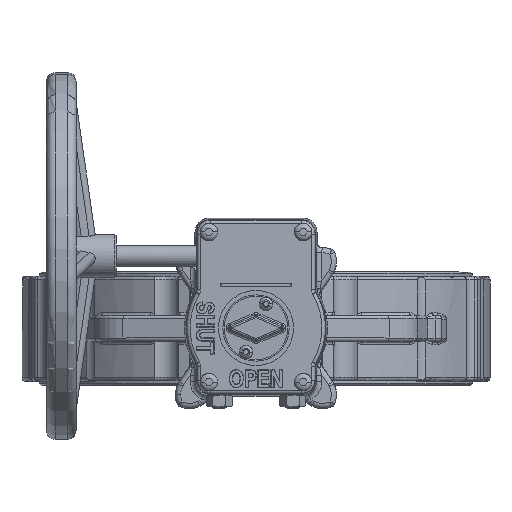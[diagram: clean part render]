
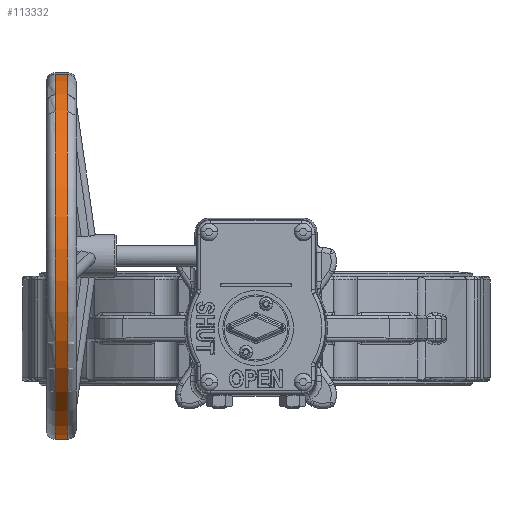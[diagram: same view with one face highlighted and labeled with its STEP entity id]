
A CAD part, top view. The second image highlights one B-rep face of the part: STEP entity #113332.
In plain terms, the highlighted cylindrical face has radius 105 mm (diameter 210 mm), a partial arc.
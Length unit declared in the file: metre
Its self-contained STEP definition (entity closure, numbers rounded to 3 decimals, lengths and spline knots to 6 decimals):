
#4776 = VERTEX_POINT ( 'NONE', #116472 ) ;
#8402 = DIRECTION ( 'NONE',  ( 0., 1., 0. ) ) ;
#9838 = ORIENTED_EDGE ( 'NONE', *, *, #129813, .F. ) ;
#24690 = DIRECTION ( 'NONE',  ( 0., 0., 1. ) ) ;
#25826 = VECTOR ( 'NONE', #69148, 1. ) ;
#33780 = VERTEX_POINT ( 'NONE', #57884 ) ;
#34542 = CARTESIAN_POINT ( 'NONE',  ( 0., 0.030391, 0. ) ) ;
#45029 = CYLINDRICAL_SURFACE ( 'NONE', #51883, 0.105 ) ;
#46008 = CARTESIAN_POINT ( 'NONE',  ( 0., 0.005, 0.105 ) ) ;
#46189 = ORIENTED_EDGE ( 'NONE', *, *, #99857, .T. ) ;
#48227 = EDGE_CURVE ( 'NONE', #4776, #75221, #98229, .T. ) ;
#51883 = AXIS2_PLACEMENT_3D ( 'NONE', #34542, #64738, #104800 ) ;
#54869 = DIRECTION ( 'NONE',  ( 0., 1., 0. ) ) ;
#57884 = CARTESIAN_POINT ( 'NONE',  ( 0., -0.002, -0.105 ) ) ;
#59813 = EDGE_CURVE ( 'NONE', #33780, #103233, #76737, .T. ) ;
#63317 = VECTOR ( 'NONE', #54869, 1. ) ;
#64738 = DIRECTION ( 'NONE',  ( 0., 1., 0. ) ) ;
#69148 = DIRECTION ( 'NONE',  ( 0., 1., 0. ) ) ;
#72096 = CARTESIAN_POINT ( 'NONE',  ( 0., -0.002, 0.105 ) ) ;
#73922 = DIRECTION ( 'NONE',  ( 0., 1., 0. ) ) ;
#75221 = VERTEX_POINT ( 'NONE', #46008 ) ;
#76737 = CIRCLE ( 'NONE', #97758, 0.105 ) ;
#84417 = FACE_OUTER_BOUND ( 'NONE', #88395, .T. ) ;
#84793 = ORIENTED_EDGE ( 'NONE', *, *, #48227, .F. ) ;
#85885 = DIRECTION ( 'NONE',  ( 0., 0., 1. ) ) ;
#88194 = CARTESIAN_POINT ( 'NONE',  ( 0., 0.030391, 0.105 ) ) ;
#88395 = EDGE_LOOP ( 'NONE', ( #9838, #106277, #46189, #84793 ) ) ;
#97758 = AXIS2_PLACEMENT_3D ( 'NONE', #114618, #73922, #24690 ) ;
#98229 = CIRCLE ( 'NONE', #102178, 0.105 ) ;
#98358 = CARTESIAN_POINT ( 'NONE',  ( 0., 0.005, 0. ) ) ;
#99857 = EDGE_CURVE ( 'NONE', #103233, #75221, #105331, .T. ) ;
#102178 = AXIS2_PLACEMENT_3D ( 'NONE', #98358, #8402, #85885 ) ;
#102207 = LINE ( 'NONE', #122539, #63317 ) ;
#103233 = VERTEX_POINT ( 'NONE', #72096 ) ;
#104800 = DIRECTION ( 'NONE',  ( 0., 0., 1. ) ) ;
#105331 = LINE ( 'NONE', #88194, #25826 ) ;
#106277 = ORIENTED_EDGE ( 'NONE', *, *, #59813, .T. ) ;
#113332 = ADVANCED_FACE ( 'NONE', ( #84417 ), #45029, .T. ) ;
#114618 = CARTESIAN_POINT ( 'NONE',  ( 0., -0.002, 0. ) ) ;
#116472 = CARTESIAN_POINT ( 'NONE',  ( 0., 0.005, -0.105 ) ) ;
#122539 = CARTESIAN_POINT ( 'NONE',  ( 0., 0.030391, -0.105 ) ) ;
#129813 = EDGE_CURVE ( 'NONE', #33780, #4776, #102207, .T. ) ;
